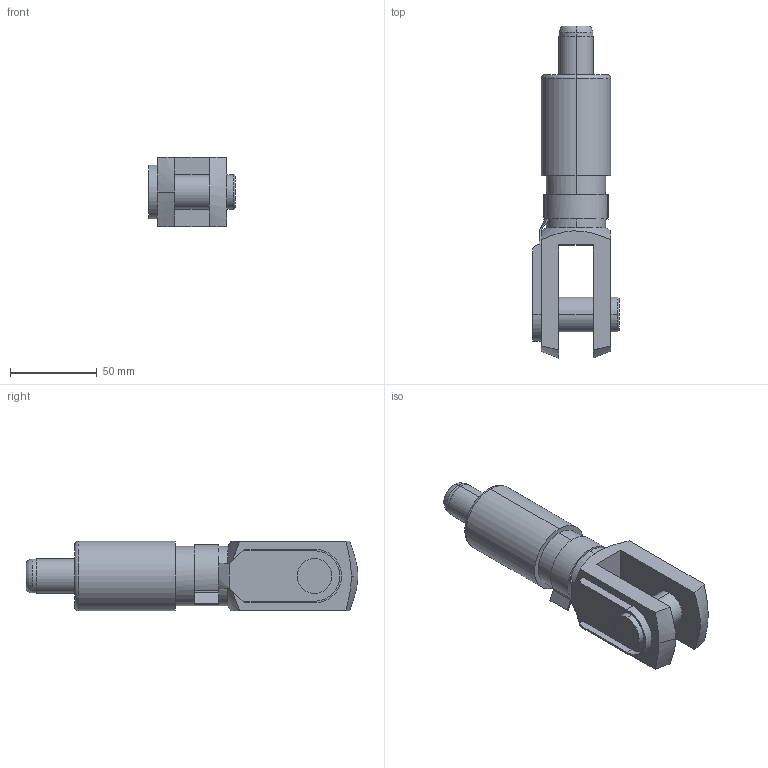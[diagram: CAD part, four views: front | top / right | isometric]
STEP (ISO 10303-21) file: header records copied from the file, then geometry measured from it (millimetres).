
FILE_DESCRIPTION (( 'STEP AP214' ), '1' );
FILE_NAME ('T37682.step', '2023-06-08T07:35:09', ( '' ), ( '' ), 'SwSTEP 2.0', 'SolidWorks 2022', '' );
FILE_SCHEMA (( 'AUTOMOTIVE_DESIGN' ));
Length unit declared in the file: millimetre
Products named in the file (1): T37682
Bounding box: 50 x 191 x 40 mm (x, y, z)
Volume: 178167.5 mm3; surface area: 35101.8 mm2
Topology: 1 solids, 1 shells, 75 faces, 186 edges, 118 vertices
Faces by surface type: plane 35, cylinder 27, cone 7, torus 4, bspline 2
Entity records: 2533 total; most frequent: CARTESIAN_POINT 698, DIRECTION 380, ORIENTED_EDGE 372, EDGE_CURVE 186, AXIS2_PLACEMENT_3D 143, VERTEX_POINT 118, LINE 94, VECTOR 94
